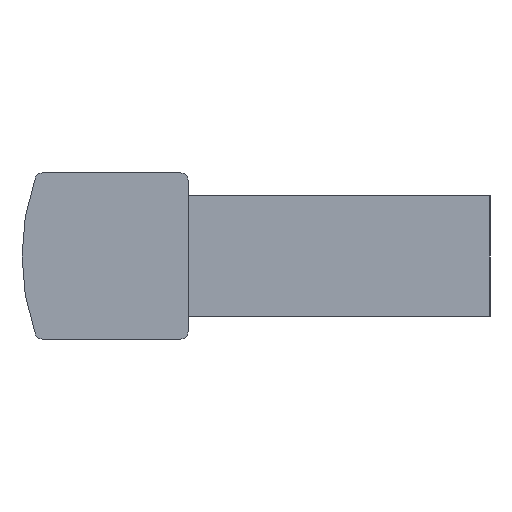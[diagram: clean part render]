
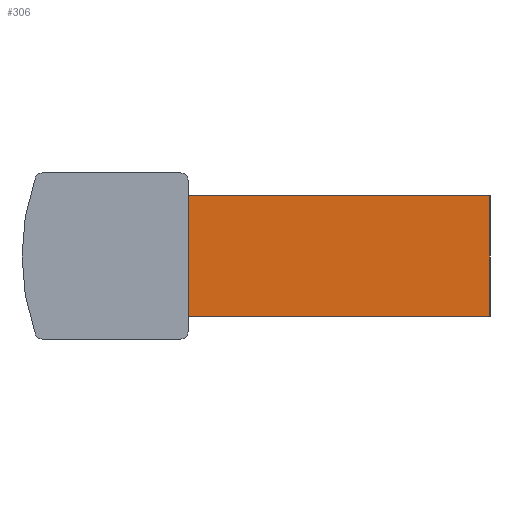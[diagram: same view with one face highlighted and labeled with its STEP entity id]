
A CAD part, left-side view. The second image highlights one B-rep face of the part: STEP entity #306.
In plain terms, the highlighted planar face has unit normal (-1, 0, 0).
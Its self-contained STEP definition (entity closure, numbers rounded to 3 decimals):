
#31 = LINE ( 'NONE', #300, #415 ) ;
#44 = LINE ( 'NONE', #275, #770 ) ;
#54 = VERTEX_POINT ( 'NONE', #485 ) ;
#146 = ORIENTED_EDGE ( 'NONE', *, *, #552, .T. ) ;
#190 = DIRECTION ( 'NONE',  ( 0., 0., -1. ) ) ;
#198 = ORIENTED_EDGE ( 'NONE', *, *, #342, .T. ) ;
#206 = PLANE ( 'NONE',  #405 ) ;
#232 = CARTESIAN_POINT ( 'NONE',  ( -113., 0., -4. ) ) ;
#261 = ORIENTED_EDGE ( 'NONE', *, *, #329, .F. ) ;
#275 = CARTESIAN_POINT ( 'NONE',  ( -113., 19.999, 4. ) ) ;
#278 = ORIENTED_EDGE ( 'NONE', *, *, #915, .T. ) ;
#286 = EDGE_LOOP ( 'NONE', ( #261, #146, #278, #198 ) ) ;
#300 = CARTESIAN_POINT ( 'NONE',  ( -113., 0., 4. ) ) ;
#306 = ADVANCED_FACE ( 'NONE', ( #922 ), #206, .F. ) ;
#329 = EDGE_CURVE ( 'NONE', #859, #417, #704, .T. ) ;
#342 = EDGE_CURVE ( 'NONE', #852, #417, #44, .T. ) ;
#405 = AXIS2_PLACEMENT_3D ( 'NONE', #848, #855, #713 ) ;
#415 = VECTOR ( 'NONE', #890, 1000. ) ;
#417 = VERTEX_POINT ( 'NONE', #933 ) ;
#485 = CARTESIAN_POINT ( 'NONE',  ( -113., 0., 4. ) ) ;
#539 = DIRECTION ( 'NONE',  ( 0., 1., 0. ) ) ;
#552 = EDGE_CURVE ( 'NONE', #859, #54, #31, .T. ) ;
#704 = LINE ( 'NONE', #927, #942 ) ;
#713 = DIRECTION ( 'NONE',  ( 0., 0., -1. ) ) ;
#759 = CARTESIAN_POINT ( 'NONE',  ( -113., -40.792, 4. ) ) ;
#764 = LINE ( 'NONE', #759, #897 ) ;
#770 = VECTOR ( 'NONE', #190, 1000. ) ;
#798 = DIRECTION ( 'NONE',  ( 0., 1., 0. ) ) ;
#848 = CARTESIAN_POINT ( 'NONE',  ( -113., -40.792, 4. ) ) ;
#852 = VERTEX_POINT ( 'NONE', #889 ) ;
#855 = DIRECTION ( 'NONE',  ( 1., 0., 0. ) ) ;
#859 = VERTEX_POINT ( 'NONE', #232 ) ;
#889 = CARTESIAN_POINT ( 'NONE',  ( -113., 19.999, 4. ) ) ;
#890 = DIRECTION ( 'NONE',  ( 0., 0., 1. ) ) ;
#897 = VECTOR ( 'NONE', #539, 1000. ) ;
#915 = EDGE_CURVE ( 'NONE', #54, #852, #764, .T. ) ;
#922 = FACE_OUTER_BOUND ( 'NONE', #286, .T. ) ;
#927 = CARTESIAN_POINT ( 'NONE',  ( -113., -40.792, -4. ) ) ;
#933 = CARTESIAN_POINT ( 'NONE',  ( -113., 19.999, -4. ) ) ;
#942 = VECTOR ( 'NONE', #798, 1000. ) ;
